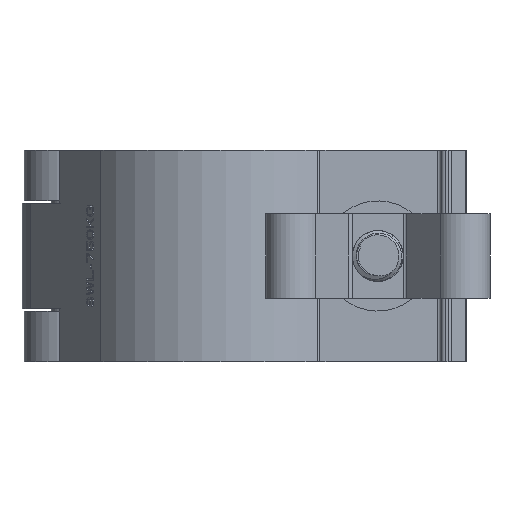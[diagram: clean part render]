
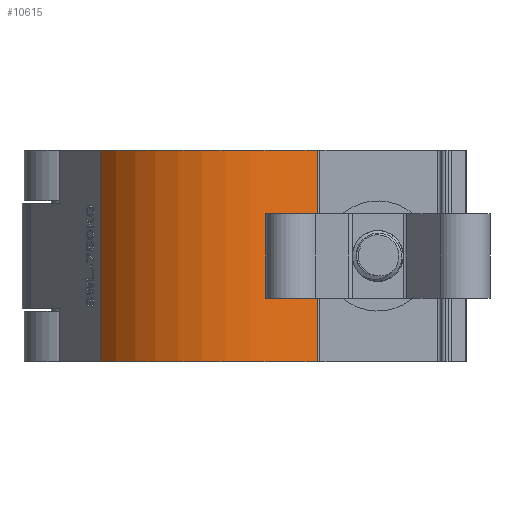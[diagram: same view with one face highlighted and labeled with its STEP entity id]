
A CAD part, left-side view. The second image highlights one B-rep face of the part: STEP entity #10615.
In plain terms, the highlighted cylindrical face has radius 35.4 mm (diameter 70.8 mm), a partial arc.
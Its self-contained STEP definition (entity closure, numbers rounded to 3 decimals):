
#481=CYLINDRICAL_SURFACE('',#11327,35.4);
#736=FACE_OUTER_BOUND('',#1349,.T.);
#1349=EDGE_LOOP('',(#7570,#7571,#7572,#7573));
#1949=CIRCLE('',#11289,35.4);
#1974=CIRCLE('',#11326,35.4);
#2201=LINE('',#14932,#3301);
#2443=LINE('',#15450,#3543);
#3301=VECTOR('',#12291,50.);
#3543=VECTOR('',#12589,50.);
#4394=VERTEX_POINT('',#14882);
#4396=VERTEX_POINT('',#14885);
#4417=VERTEX_POINT('',#14930);
#4665=VERTEX_POINT('',#15446);
#5506=EDGE_CURVE('',#4396,#4394,#1949,.T.);
#5529=EDGE_CURVE('',#4394,#4417,#2201,.T.);
#5787=EDGE_CURVE('',#4665,#4417,#1974,.T.);
#5788=EDGE_CURVE('',#4396,#4665,#2443,.T.);
#7570=ORIENTED_EDGE('',*,*,#5506,.T.);
#7571=ORIENTED_EDGE('',*,*,#5529,.T.);
#7572=ORIENTED_EDGE('',*,*,#5787,.F.);
#7573=ORIENTED_EDGE('',*,*,#5788,.F.);
#10615=ADVANCED_FACE('',(#736),#481,.T.);
#11289=AXIS2_PLACEMENT_3D('',#14886,#12255,#12256);
#11326=AXIS2_PLACEMENT_3D('',#15448,#12585,#12586);
#11327=AXIS2_PLACEMENT_3D('',#15449,#12587,#12588);
#12255=DIRECTION('center_axis',(0.,0.,
-1.));
#12256=DIRECTION('ref_axis',(-0.789,-0.614,0.));
#12291=DIRECTION('',(0.,0.,-1.));
#12585=DIRECTION('center_axis',(0.,0.,
-1.));
#12586=DIRECTION('ref_axis',(-0.789,-0.614,0.));
#12587=DIRECTION('center_axis',(0.,0.,
-1.));
#12588=DIRECTION('ref_axis',(0.,-1.,0.));
#12589=DIRECTION('',(0.,0.,-1.));
#14882=CARTESIAN_POINT('',(86.349,208.501,-25.504));
#14885=CARTESIAN_POINT('',(78.209,157.434,-25.504));
#14886=CARTESIAN_POINT('Origin',(106.157,179.161,-25.504));
#14930=CARTESIAN_POINT('',(86.349,208.501,-75.504));
#14932=CARTESIAN_POINT('',(86.349,208.501,-25.504));
#15446=CARTESIAN_POINT('',(78.209,157.434,-75.504));
#15448=CARTESIAN_POINT('Origin',(106.157,179.161,-75.504));
#15449=CARTESIAN_POINT('Origin',(106.157,179.161,-25.504));
#15450=CARTESIAN_POINT('',(78.209,157.434,-25.504));
